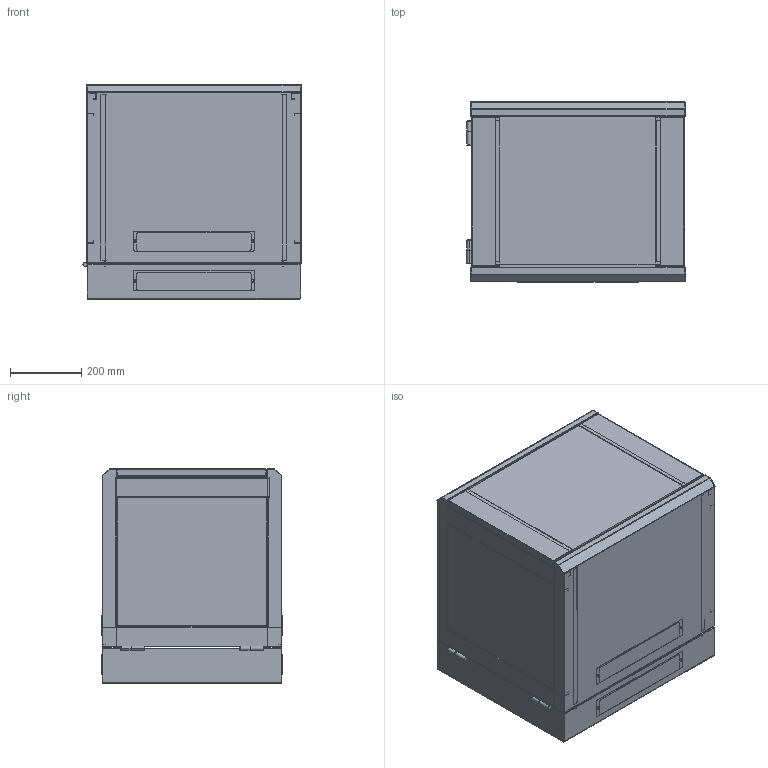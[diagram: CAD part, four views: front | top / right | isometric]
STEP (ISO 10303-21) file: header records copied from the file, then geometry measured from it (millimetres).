
FILE_DESCRIPTION (( 'STEP AP214' ), '1' );
FILE_NAME ('SMC-SMB6609_3D.step', '2024-03-27T23:00:54', ( '' ), ( '' ), 'SwSTEP 2.0', 'SolidWorks 2022', '' );
FILE_SCHEMA (( 'AUTOMOTIVE_DESIGN' ));
Length unit declared in the file: inch
Products named in the file (22): JH060004_3; CM_3; JH060009_3; MENTIAO_3; FUJIAN1_3; HZJ1_3; BOLI_3; DP_3; DG_3; MENTIAO-1_3; HZLZ_3; MENZHOU1_3; LX-GT_3; QLZ_3; MEN_ASM_3; HYLZ_3; HK_ASM_3; HK_3; MENZHOU2_3; SMC-SMB6609_3D; CM_ASM_3; MENZHOU_ASM_3
Assembly tree (35 placements, depth 3):
  SMC-SMB6609_3D
    DG_3
    DP_3
    QLZ_3  x2
    HYLZ_3
    HZLZ_3
    CM_ASM_3  x2
      CM_3
    HK_ASM_3
      HK_3
      JH060004_3  x2
    JH060004_3  x2
    HZJ1_3  x4
    JH060009_3  x4
    LX-GT_3  x2
    MENZHOU_ASM_3  x2
      MENZHOU1_3
      MENZHOU2_3
    FUJIAN1_3  x2
    MEN_ASM_3
      MENTIAO-1_3
      MENTIAO_3
      BOLI_3
Bounding box: 610.8 x 504.95 x 600.28 mm (x, y, z)
Volume: 1453541.4 mm3; surface area: 5206209.4 mm2
Topology: 23 solids, 80 shells, 2524 faces, 7384 edges, 4880 vertices
Faces by surface type: plane 1960, cylinder 508, bspline 44, cone 12
Entity records: 54512 total; most frequent: CARTESIAN_POINT 9252, ORIENTED_EDGE 6058, DIRECTION 5883, EDGE_CURVE 3245, LINE 2637, VECTOR 2637, VERTEX_POINT 2136, AXIS2_PLACEMENT_3D 1623
